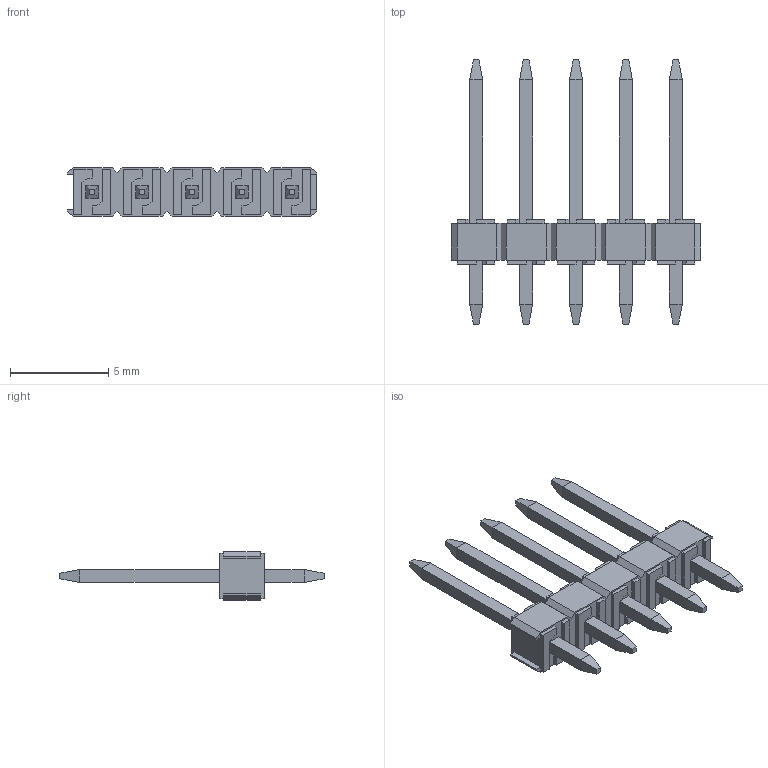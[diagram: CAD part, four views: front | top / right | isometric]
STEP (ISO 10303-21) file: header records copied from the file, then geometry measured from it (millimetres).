
FILE_DESCRIPTION((''),'2;1');
FILE_NAME('022284051','2015-04-13T',('me'),(''),'PRO/ENGINEER BY PARAMETRIC TECHNOLOGY CORPORATION, 2011490','PRO/ENGINEER BY PARAMETRIC TECHNOLOGY CORPORATION, 2011490','');
FILE_SCHEMA(('CONFIG_CONTROL_DESIGN'));
Length unit declared in the file: inch
Products named in the file (1): 022284051
Bounding box: 12.7 x 13.46 x 2.49 mm (x, y, z)
Volume: 85 mm3; surface area: 288.7 mm2
Topology: 1 solids, 1 shells, 272 faces, 698 edges, 454 vertices
Faces by surface type: plane 252, cylinder 20
Entity records: 8104 total; most frequent: CARTESIAN_POINT 1415, ORIENTED_EDGE 1376, DIRECTION 1294, EDGE_CURVE 688, VECTOR 648, LINE 648, VERTEX_POINT 444, AXIS2_PLACEMENT_3D 323
